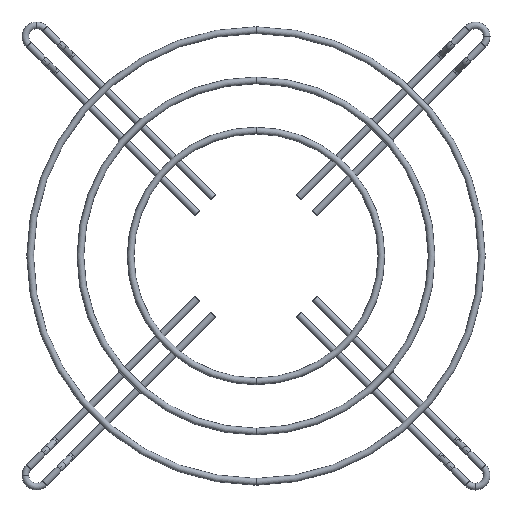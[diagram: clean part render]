
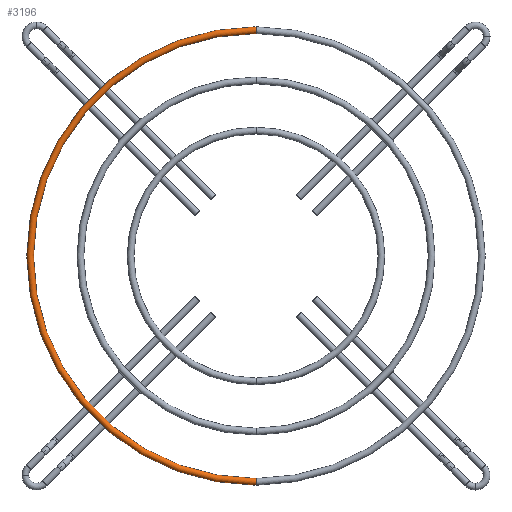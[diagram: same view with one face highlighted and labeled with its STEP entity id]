
A CAD part, front view. The second image highlights one B-rep face of the part: STEP entity #3196.
In plain terms, the highlighted toroidal (fillet/blend) face has major radius 53.95 mm and minor radius 0.8 mm.
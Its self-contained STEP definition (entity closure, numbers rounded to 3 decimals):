
#3196 = ADVANCED_FACE('',(#3197),#3212,.T.);
#3197 = FACE_BOUND('',#3198,.T.);
#3198 = EDGE_LOOP('',(#3199,#3235,#3264,#3288));
#3199 = ORIENTED_EDGE('',*,*,#3200,.F.);
#3200 = EDGE_CURVE('',#3201,#3203,#3205,.T.);
#3201 = VERTEX_POINT('',#3202);
#3202 = CARTESIAN_POINT('',(0.,2.4,54.75));
#3203 = VERTEX_POINT('',#3204);
#3204 = CARTESIAN_POINT('',(0.,2.4,53.15));
#3205 = SURFACE_CURVE('',#3206,(#3211,#3223),.PCURVE_S1.);
#3206 = CIRCLE('',#3207,0.8);
#3207 = AXIS2_PLACEMENT_3D('',#3208,#3209,#3210);
#3208 = CARTESIAN_POINT('',(0.,2.4,53.95));
#3209 = DIRECTION('',(1.,0.,0.));
#3210 = DIRECTION('',(0.,0.,-1.));
#3211 = PCURVE('',#3212,#3217);
#3212 = TOROIDAL_SURFACE('',#3213,53.95,0.8);
#3213 = AXIS2_PLACEMENT_3D('',#3214,#3215,#3216);
#3214 = CARTESIAN_POINT('',(0.,2.4,0.));
#3215 = DIRECTION('',(-0.,-1.,-0.));
#3216 = DIRECTION('',(0.,0.,-1.));
#3217 = DEFINITIONAL_REPRESENTATION('',(#3218),#3222);
#3218 = LINE('',#3219,#3220);
#3219 = CARTESIAN_POINT('',(3.142,-3.142));
#3220 = VECTOR('',#3221,1.);
#3221 = DIRECTION('',(0.,1.));
#3222 = ( GEOMETRIC_REPRESENTATION_CONTEXT(2) 
PARAMETRIC_REPRESENTATION_CONTEXT() REPRESENTATION_CONTEXT('2D SPACE',''
  ) );
#3223 = PCURVE('',#3224,#3229);
#3224 = TOROIDAL_SURFACE('',#3225,53.95,0.8);
#3225 = AXIS2_PLACEMENT_3D('',#3226,#3227,#3228);
#3226 = CARTESIAN_POINT('',(0.,2.4,0.));
#3227 = DIRECTION('',(-0.,-1.,-0.));
#3228 = DIRECTION('',(0.,0.,-1.));
#3229 = DEFINITIONAL_REPRESENTATION('',(#3230),#3234);
#3230 = LINE('',#3231,#3232);
#3231 = CARTESIAN_POINT('',(3.142,-3.142));
#3232 = VECTOR('',#3233,1.);
#3233 = DIRECTION('',(0.,1.));
#3234 = ( GEOMETRIC_REPRESENTATION_CONTEXT(2) 
PARAMETRIC_REPRESENTATION_CONTEXT() REPRESENTATION_CONTEXT('2D SPACE',''
  ) );
#3235 = ORIENTED_EDGE('',*,*,#3236,.T.);
#3236 = EDGE_CURVE('',#3201,#3237,#3239,.T.);
#3237 = VERTEX_POINT('',#3238);
#3238 = CARTESIAN_POINT('',(0.,2.4,-54.75));
#3239 = SURFACE_CURVE('',#3240,(#3245,#3252),.PCURVE_S1.);
#3240 = CIRCLE('',#3241,54.75);
#3241 = AXIS2_PLACEMENT_3D('',#3242,#3243,#3244);
#3242 = CARTESIAN_POINT('',(0.,2.4,0.));
#3243 = DIRECTION('',(0.,-1.,-0.));
#3244 = DIRECTION('',(0.,0.,-1.));
#3245 = PCURVE('',#3212,#3246);
#3246 = DEFINITIONAL_REPRESENTATION('',(#3247),#3251);
#3247 = LINE('',#3248,#3249);
#3248 = CARTESIAN_POINT('',(0.,0.));
#3249 = VECTOR('',#3250,1.);
#3250 = DIRECTION('',(1.,0.));
#3251 = ( GEOMETRIC_REPRESENTATION_CONTEXT(2) 
PARAMETRIC_REPRESENTATION_CONTEXT() REPRESENTATION_CONTEXT('2D SPACE',''
  ) );
#3252 = PCURVE('',#3253,#3258);
#3253 = TOROIDAL_SURFACE('',#3254,53.95,0.8);
#3254 = AXIS2_PLACEMENT_3D('',#3255,#3256,#3257);
#3255 = CARTESIAN_POINT('',(0.,2.4,0.));
#3256 = DIRECTION('',(-0.,-1.,-0.));
#3257 = DIRECTION('',(0.,0.,-1.));
#3258 = DEFINITIONAL_REPRESENTATION('',(#3259),#3263);
#3259 = LINE('',#3260,#3261);
#3260 = CARTESIAN_POINT('',(0.,6.283));
#3261 = VECTOR('',#3262,1.);
#3262 = DIRECTION('',(1.,0.));
#3263 = ( GEOMETRIC_REPRESENTATION_CONTEXT(2) 
PARAMETRIC_REPRESENTATION_CONTEXT() REPRESENTATION_CONTEXT('2D SPACE',''
  ) );
#3264 = ORIENTED_EDGE('',*,*,#3265,.T.);
#3265 = EDGE_CURVE('',#3237,#3266,#3268,.T.);
#3266 = VERTEX_POINT('',#3267);
#3267 = CARTESIAN_POINT('',(0.,2.4,-53.15));
#3268 = SURFACE_CURVE('',#3269,(#3274,#3281),.PCURVE_S1.);
#3269 = CIRCLE('',#3270,0.8);
#3270 = AXIS2_PLACEMENT_3D('',#3271,#3272,#3273);
#3271 = CARTESIAN_POINT('',(0.,2.4,-53.95));
#3272 = DIRECTION('',(-1.,0.,0.));
#3273 = DIRECTION('',(0.,0.,1.));
#3274 = PCURVE('',#3212,#3275);
#3275 = DEFINITIONAL_REPRESENTATION('',(#3276),#3280);
#3276 = LINE('',#3277,#3278);
#3277 = CARTESIAN_POINT('',(6.283,-3.142));
#3278 = VECTOR('',#3279,1.);
#3279 = DIRECTION('',(0.,1.));
#3280 = ( GEOMETRIC_REPRESENTATION_CONTEXT(2) 
PARAMETRIC_REPRESENTATION_CONTEXT() REPRESENTATION_CONTEXT('2D SPACE',''
  ) );
#3281 = PCURVE('',#3224,#3282);
#3282 = DEFINITIONAL_REPRESENTATION('',(#3283),#3287);
#3283 = LINE('',#3284,#3285);
#3284 = CARTESIAN_POINT('',(0.,-3.142));
#3285 = VECTOR('',#3286,1.);
#3286 = DIRECTION('',(0.,1.));
#3287 = ( GEOMETRIC_REPRESENTATION_CONTEXT(2) 
PARAMETRIC_REPRESENTATION_CONTEXT() REPRESENTATION_CONTEXT('2D SPACE',''
  ) );
#3288 = ORIENTED_EDGE('',*,*,#3289,.F.);
#3289 = EDGE_CURVE('',#3203,#3266,#3290,.T.);
#3290 = SURFACE_CURVE('',#3291,(#3296,#3303),.PCURVE_S1.);
#3291 = CIRCLE('',#3292,53.15);
#3292 = AXIS2_PLACEMENT_3D('',#3293,#3294,#3295);
#3293 = CARTESIAN_POINT('',(0.,2.4,0.));
#3294 = DIRECTION('',(0.,-1.,-0.));
#3295 = DIRECTION('',(0.,0.,-1.));
#3296 = PCURVE('',#3212,#3297);
#3297 = DEFINITIONAL_REPRESENTATION('',(#3298),#3302);
#3298 = LINE('',#3299,#3300);
#3299 = CARTESIAN_POINT('',(0.,3.142));
#3300 = VECTOR('',#3301,1.);
#3301 = DIRECTION('',(1.,0.));
#3302 = ( GEOMETRIC_REPRESENTATION_CONTEXT(2) 
PARAMETRIC_REPRESENTATION_CONTEXT() REPRESENTATION_CONTEXT('2D SPACE',''
  ) );
#3303 = PCURVE('',#3253,#3304);
#3304 = DEFINITIONAL_REPRESENTATION('',(#3305),#3309);
#3305 = LINE('',#3306,#3307);
#3306 = CARTESIAN_POINT('',(0.,3.142));
#3307 = VECTOR('',#3308,1.);
#3308 = DIRECTION('',(1.,0.));
#3309 = ( GEOMETRIC_REPRESENTATION_CONTEXT(2) 
PARAMETRIC_REPRESENTATION_CONTEXT() REPRESENTATION_CONTEXT('2D SPACE',''
  ) );
